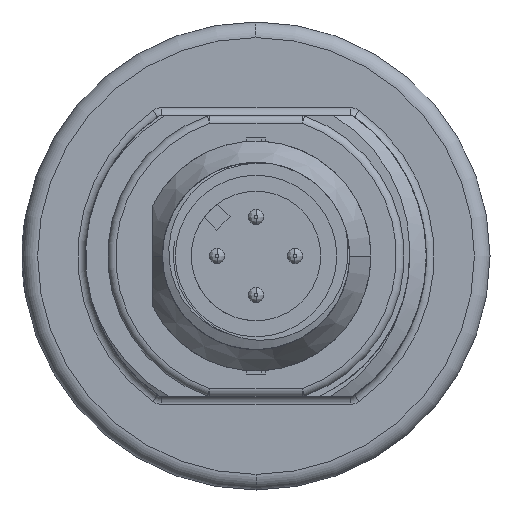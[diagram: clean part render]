
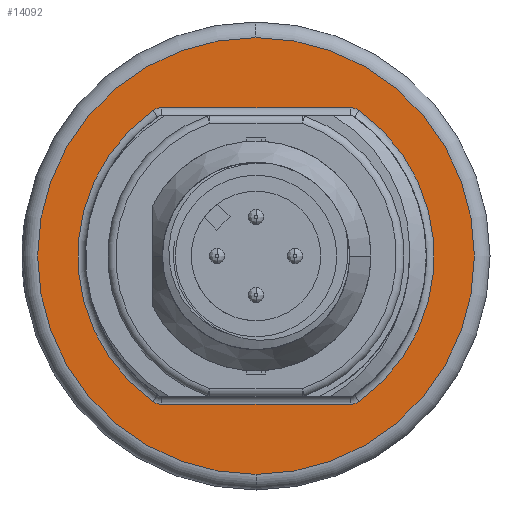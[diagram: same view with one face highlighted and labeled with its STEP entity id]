
A CAD part, front view. The second image highlights one B-rep face of the part: STEP entity #14092.
In plain terms, the highlighted planar face has unit normal (0, -1, 0).
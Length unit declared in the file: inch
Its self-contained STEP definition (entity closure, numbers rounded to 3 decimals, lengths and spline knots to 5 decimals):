
#3730=CARTESIAN_POINT('',(0.,-0.07874,0.));
#3731=DIRECTION('',(0.,1.,0.));
#3732=DIRECTION('',(0.,0.,-1.));
#3733=AXIS2_PLACEMENT_3D('',#3730,#3731,#3732);
#3735=CARTESIAN_POINT('',(0.,-0.07874,0.));
#3736=DIRECTION('',(0.,1.,0.));
#3737=DIRECTION('',(0.,0.,1.));
#3738=AXIS2_PLACEMENT_3D('',#3735,#3736,#3737);
#3740=CARTESIAN_POINT('',(0.,-0.07874,0.));
#3741=DIRECTION('',(0.,-1.,0.));
#3742=DIRECTION('',(-0.579,0.,0.815));
#3743=AXIS2_PLACEMENT_3D('',#3740,#3741,#3742);
#3745=CARTESIAN_POINT('',(-0.23763,-0.07874,
-0.33465));
#3746=DIRECTION('',(0.,1.,0.));
#3747=DIRECTION('',(0.,0.,-1.));
#3748=AXIS2_PLACEMENT_3D('',#3745,#3746,#3747);
#3750=DIRECTION('',(-1.,0.,0.));
#3751=VECTOR('',#3750,0.47526);
#3752=CARTESIAN_POINT('',(0.23763,-0.07874,
-0.37402));
#3753=LINE('',#3752,#3751);
#3754=CARTESIAN_POINT('',(0.23763,-0.07874,
-0.33465));
#3755=DIRECTION('',(0.,1.,0.));
#3756=DIRECTION('',(0.579,0.,-0.815));
#3757=AXIS2_PLACEMENT_3D('',#3754,#3755,#3756);
#3759=CARTESIAN_POINT('',(0.,-0.07874,0.));
#3760=DIRECTION('',(0.,-1.,0.));
#3761=DIRECTION('',(0.579,0.,-0.815));
#3762=AXIS2_PLACEMENT_3D('',#3759,#3760,#3761);
#3764=CARTESIAN_POINT('',(0.23763,-0.07874,
0.33465));
#3765=DIRECTION('',(0.,1.,0.));
#3766=DIRECTION('',(0.,0.,1.));
#3767=AXIS2_PLACEMENT_3D('',#3764,#3765,#3766);
#3769=DIRECTION('',(-1.,0.,0.));
#3770=VECTOR('',#3769,0.47526);
#3771=CARTESIAN_POINT('',(0.23763,-0.07874,
0.37402));
#3772=LINE('',#3771,#3770);
#3773=CARTESIAN_POINT('',(-0.23763,-0.07874,
0.33465));
#3774=DIRECTION('',(0.,1.,0.));
#3775=DIRECTION('',(-0.579,0.,0.815));
#3776=AXIS2_PLACEMENT_3D('',#3773,#3774,#3775);
#9022=CARTESIAN_POINT('',(-0.26042,-0.07874,
0.36675));
#9023=CARTESIAN_POINT('',(-0.26042,-0.07874,
-0.36675));
#9024=VERTEX_POINT('',#9022);
#9025=VERTEX_POINT('',#9023);
#9034=CARTESIAN_POINT('',(0.23763,-0.07874,
0.37402));
#9035=CARTESIAN_POINT('',(-0.23763,-0.07874,
0.37402));
#9036=VERTEX_POINT('',#9034);
#9037=VERTEX_POINT('',#9035);
#9038=CARTESIAN_POINT('',(0.26042,-0.07874,
-0.36675));
#9039=CARTESIAN_POINT('',(0.26042,-0.07874,
0.36675));
#9040=VERTEX_POINT('',#9038);
#9041=VERTEX_POINT('',#9039);
#9050=CARTESIAN_POINT('',(0.23763,-0.07874,
-0.37402));
#9051=CARTESIAN_POINT('',(-0.23763,-0.07874,
-0.37402));
#9052=VERTEX_POINT('',#9050);
#9053=VERTEX_POINT('',#9051);
#9084=CARTESIAN_POINT('',(0.,-0.07874,-0.55118));
#9085=CARTESIAN_POINT('',(0.,-0.07874,0.55118));
#9086=VERTEX_POINT('',#9084);
#9087=VERTEX_POINT('',#9085);
#14064=CARTESIAN_POINT('',(0.,-0.07874,0.));
#14065=DIRECTION('',(0.,-1.,0.));
#14066=DIRECTION('',(0.,0.,1.));
#14067=AXIS2_PLACEMENT_3D('',#14064,#14065,#14066);
#14068=PLANE('',#14067);
#14070=ORIENTED_EDGE('',*,*,#14069,.T.);
#14072=ORIENTED_EDGE('',*,*,#14071,.T.);
#14073=EDGE_LOOP('',(#14070,#14072));
#14074=FACE_OUTER_BOUND('',#14073,.F.);
#14076=ORIENTED_EDGE('',*,*,#14075,.T.);
#14078=ORIENTED_EDGE('',*,*,#14077,.F.);
#14080=ORIENTED_EDGE('',*,*,#14079,.F.);
#14082=ORIENTED_EDGE('',*,*,#14081,.F.);
#14084=ORIENTED_EDGE('',*,*,#14083,.T.);
#14085=ORIENTED_EDGE('',*,*,#14054,.F.);
#14087=ORIENTED_EDGE('',*,*,#14086,.T.);
#14089=ORIENTED_EDGE('',*,*,#14088,.F.);
#14090=EDGE_LOOP('',(#14076,#14078,#14080,#14082,#14084,#14085,#14087,#14089));
#14091=FACE_BOUND('',#14090,.F.);
#14092=ADVANCED_FACE('',(#14074,#14091),#14068,.T.);
#3734=CIRCLE('',#3733,0.55118);
#3739=CIRCLE('',#3738,0.55118);
#3744=CIRCLE('',#3743,0.4498);
#3749=CIRCLE('',#3748,0.03937);
#3758=CIRCLE('',#3757,0.03937);
#3763=CIRCLE('',#3762,0.4498);
#3768=CIRCLE('',#3767,0.03937);
#3777=CIRCLE('',#3776,0.03937);
#14054=EDGE_CURVE('',#9036,#9041,#3768,.T.);
#14069=EDGE_CURVE('',#9086,#9087,#3734,.T.);
#14071=EDGE_CURVE('',#9087,#9086,#3739,.T.);
#14075=EDGE_CURVE('',#9024,#9025,#3744,.T.);
#14077=EDGE_CURVE('',#9053,#9025,#3749,.T.);
#14079=EDGE_CURVE('',#9052,#9053,#3753,.T.);
#14081=EDGE_CURVE('',#9040,#9052,#3758,.T.);
#14083=EDGE_CURVE('',#9040,#9041,#3763,.T.);
#14086=EDGE_CURVE('',#9036,#9037,#3772,.T.);
#14088=EDGE_CURVE('',#9024,#9037,#3777,.T.);
